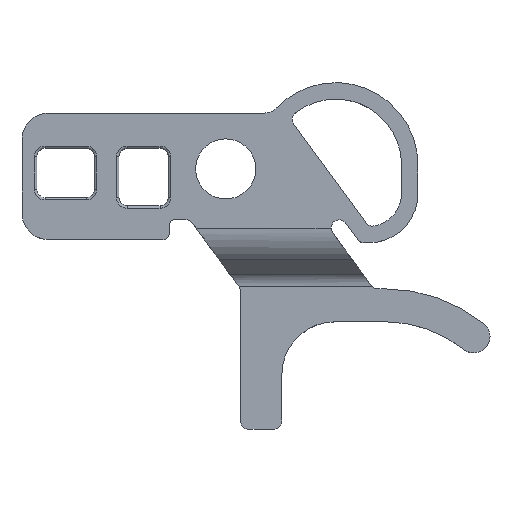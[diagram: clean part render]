
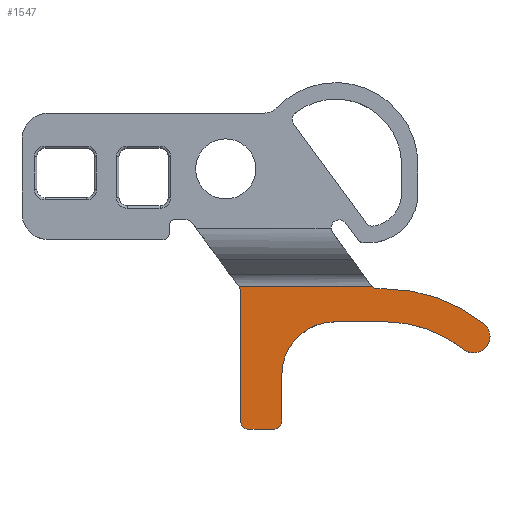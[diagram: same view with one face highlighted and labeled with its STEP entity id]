
A CAD part, top view. The second image highlights one B-rep face of the part: STEP entity #1547.
In plain terms, the highlighted planar face has unit normal (0, 0, 1).
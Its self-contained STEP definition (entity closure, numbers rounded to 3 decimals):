
#109=PLANE('',#1681);
#182=FACE_OUTER_BOUND('',#274,.T.);
#274=EDGE_LOOP('',(#1350,#1351,#1352,#1353,#1354,#1355,#1356,#1357,#1358,
#1359,#1360,#1361,#1362,#1363));
#401=LINE('',#3053,#532);
#402=LINE('',#3057,#533);
#403=LINE('',#3065,#534);
#404=LINE('',#3069,#535);
#405=LINE('',#3073,#536);
#406=LINE('',#3077,#537);
#532=VECTOR('',#2024,1000.);
#533=VECTOR('',#2027,1000.);
#534=VECTOR('',#2034,1000.);
#535=VECTOR('',#2037,1000.);
#536=VECTOR('',#2040,1000.);
#537=VECTOR('',#2043,1000.);
#601=CIRCLE('',#1682,3.25);
#602=CIRCLE('',#1683,7.588);
#603=CIRCLE('',#1684,1.);
#604=CIRCLE('',#1685,9.588);
#605=CIRCLE('',#1686,0.5);
#606=CIRCLE('',#1687,0.5);
#607=CIRCLE('',#1688,0.5);
#608=CIRCLE('',#1689,0.5);
#740=VERTEX_POINT('',#3051);
#741=VERTEX_POINT('',#3052);
#742=VERTEX_POINT('',#3054);
#743=VERTEX_POINT('',#3056);
#744=VERTEX_POINT('',#3058);
#745=VERTEX_POINT('',#3060);
#746=VERTEX_POINT('',#3062);
#747=VERTEX_POINT('',#3064);
#748=VERTEX_POINT('',#3066);
#749=VERTEX_POINT('',#3068);
#750=VERTEX_POINT('',#3070);
#751=VERTEX_POINT('',#3072);
#752=VERTEX_POINT('',#3074);
#753=VERTEX_POINT('',#3076);
#953=EDGE_CURVE('',#740,#741,#401,.T.);
#954=EDGE_CURVE('',#742,#740,#601,.T.);
#955=EDGE_CURVE('',#743,#742,#402,.T.);
#956=EDGE_CURVE('',#744,#743,#602,.T.);
#957=EDGE_CURVE('',#745,#744,#603,.T.);
#958=EDGE_CURVE('',#746,#745,#604,.T.);
#959=EDGE_CURVE('',#747,#746,#403,.T.);
#960=EDGE_CURVE('',#748,#747,#605,.T.);
#961=EDGE_CURVE('',#748,#749,#404,.T.);
#962=EDGE_CURVE('',#750,#749,#606,.T.);
#963=EDGE_CURVE('',#751,#750,#405,.T.);
#964=EDGE_CURVE('',#752,#751,#607,.T.);
#965=EDGE_CURVE('',#753,#752,#406,.T.);
#966=EDGE_CURVE('',#741,#753,#608,.T.);
#1350=ORIENTED_EDGE('',*,*,#953,.F.);
#1351=ORIENTED_EDGE('',*,*,#954,.F.);
#1352=ORIENTED_EDGE('',*,*,#955,.F.);
#1353=ORIENTED_EDGE('',*,*,#956,.F.);
#1354=ORIENTED_EDGE('',*,*,#957,.F.);
#1355=ORIENTED_EDGE('',*,*,#958,.F.);
#1356=ORIENTED_EDGE('',*,*,#959,.F.);
#1357=ORIENTED_EDGE('',*,*,#960,.F.);
#1358=ORIENTED_EDGE('',*,*,#961,.T.);
#1359=ORIENTED_EDGE('',*,*,#962,.F.);
#1360=ORIENTED_EDGE('',*,*,#963,.F.);
#1361=ORIENTED_EDGE('',*,*,#964,.F.);
#1362=ORIENTED_EDGE('',*,*,#965,.F.);
#1363=ORIENTED_EDGE('',*,*,#966,.F.);
#1547=ADVANCED_FACE('',(#182),#109,.T.);
#1681=AXIS2_PLACEMENT_3D('',#3050,#2022,#2023);
#1682=AXIS2_PLACEMENT_3D('',#3055,#2025,#2026);
#1683=AXIS2_PLACEMENT_3D('',#3059,#2028,#2029);
#1684=AXIS2_PLACEMENT_3D('',#3061,#2030,#2031);
#1685=AXIS2_PLACEMENT_3D('',#3063,#2032,#2033);
#1686=AXIS2_PLACEMENT_3D('',#3067,#2035,#2036);
#1687=AXIS2_PLACEMENT_3D('',#3071,#2038,#2039);
#1688=AXIS2_PLACEMENT_3D('',#3075,#2041,#2042);
#1689=AXIS2_PLACEMENT_3D('',#3078,#2044,#2045);
#2022=DIRECTION('center_axis',(0.,0.,1.));
#2023=DIRECTION('ref_axis',(-1.,0.,0.));
#2024=DIRECTION('',(0.,-1.,0.));
#2025=DIRECTION('center_axis',(0.,0.,1.));
#2026=DIRECTION('ref_axis',(-1.,0.,0.));
#2027=DIRECTION('',(-1.,0.,0.));
#2028=DIRECTION('center_axis',(0.,0.,1.));
#2029=DIRECTION('ref_axis',(1.,0.,0.));
#2030=DIRECTION('center_axis',(0.,0.,-1.));
#2031=DIRECTION('ref_axis',(-1.,0.,0.));
#2032=DIRECTION('center_axis',(0.,0.,-1.));
#2033=DIRECTION('ref_axis',(1.,0.,0.));
#2034=DIRECTION('',(1.,0.,0.));
#2035=DIRECTION('center_axis',(0.,0.,1.));
#2036=DIRECTION('ref_axis',(-1.,0.,0.));
#2037=DIRECTION('',(-1.,0.,0.));
#2038=DIRECTION('center_axis',(0.,0.,1.));
#2039=DIRECTION('ref_axis',(-1.,0.,0.));
#2040=DIRECTION('',(0.,1.,0.));
#2041=DIRECTION('center_axis',(0.,0.,-1.));
#2042=DIRECTION('ref_axis',(-1.,0.,0.));
#2043=DIRECTION('',(-1.,0.,0.));
#2044=DIRECTION('center_axis',(0.,0.,-1.));
#2045=DIRECTION('ref_axis',(-1.,0.,0.));
#3050=CARTESIAN_POINT('Origin',(4.12,-13.34,1.526));
#3051=CARTESIAN_POINT('',(-7.3,-18.59,1.526));
#3052=CARTESIAN_POINT('',(-7.3,-21.38,1.526));
#3053=CARTESIAN_POINT('',(-7.3,-18.59,1.526));
#3054=CARTESIAN_POINT('',(-4.05,-15.34,1.526));
#3055=CARTESIAN_POINT('Origin',(-4.05,-18.59,1.526));
#3056=CARTESIAN_POINT('',(-1.,-15.34,1.526));
#3057=CARTESIAN_POINT('',(-1.,-15.34,1.526));
#3058=CARTESIAN_POINT('',(3.749,-17.01,1.526));
#3059=CARTESIAN_POINT('Origin',(-1.,-22.928,1.526));
#3060=CARTESIAN_POINT('',(5.001,-15.45,1.526));
#3061=CARTESIAN_POINT('Origin',(4.375,-16.23,1.526));
#3062=CARTESIAN_POINT('',(-1.,-13.34,1.526));
#3063=CARTESIAN_POINT('Origin',(-1.,-22.928,1.526));
#3064=CARTESIAN_POINT('',(-1.451,-13.34,1.526));
#3065=CARTESIAN_POINT('',(-1.,-13.34,1.526));
#3066=CARTESIAN_POINT('',(-1.787,-13.21,1.526));
#3067=CARTESIAN_POINT('Origin',(-1.451,-12.84,1.526));
#3068=CARTESIAN_POINT('',(-9.895,-13.21,1.526));
#3069=CARTESIAN_POINT('',(4.12,-13.21,1.526));
#3070=CARTESIAN_POINT('',(-9.8,-13.504,1.526));
#3071=CARTESIAN_POINT('Origin',(-10.3,-13.504,1.526));
#3072=CARTESIAN_POINT('',(-9.8,-21.38,1.526));
#3073=CARTESIAN_POINT('',(-9.8,-21.88,1.526));
#3074=CARTESIAN_POINT('',(-9.3,-21.88,1.526));
#3075=CARTESIAN_POINT('Origin',(-9.3,-21.38,1.526));
#3076=CARTESIAN_POINT('',(-7.8,-21.88,1.526));
#3077=CARTESIAN_POINT('',(-7.3,-21.88,1.526));
#3078=CARTESIAN_POINT('Origin',(-7.8,-21.38,1.526));
